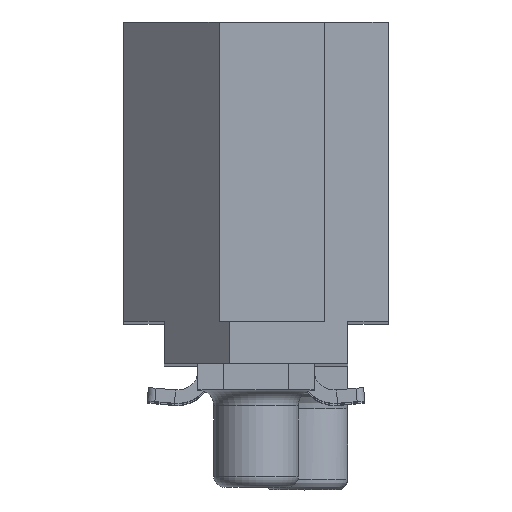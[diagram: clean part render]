
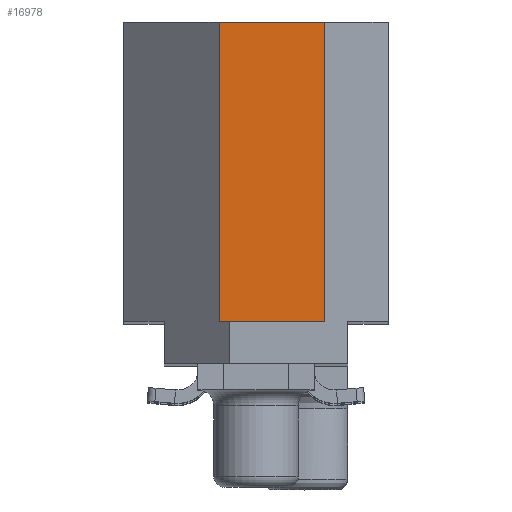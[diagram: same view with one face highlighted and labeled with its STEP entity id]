
A CAD part, top view. The second image highlights one B-rep face of the part: STEP entity #16978.
In plain terms, the highlighted planar face has unit normal (0, 0, 1).
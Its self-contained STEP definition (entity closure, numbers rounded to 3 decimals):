
#268=PLANE('',#18207);
#1401=LINE('',#27222,#2983);
#1440=LINE('',#27310,#3022);
#1444=LINE('',#27320,#3026);
#1445=LINE('',#27321,#3027);
#2983=VECTOR('',#20582,1000.);
#3022=VECTOR('',#20675,1000.);
#3026=VECTOR('',#20687,1000.);
#3027=VECTOR('',#20688,1000.);
#4664=FACE_OUTER_BOUND('',#5783,.T.);
#5783=EDGE_LOOP('',(#12781,#12782,#12783,#12784));
#8314=VERTEX_POINT('',#27219);
#8315=VERTEX_POINT('',#27221);
#8337=VERTEX_POINT('',#27308);
#8339=VERTEX_POINT('',#27319);
#9998=EDGE_CURVE('',#8315,#8314,#1401,.T.);
#10043=EDGE_CURVE('',#8337,#8314,#1440,.T.);
#10047=EDGE_CURVE('',#8339,#8337,#1444,.T.);
#10048=EDGE_CURVE('',#8339,#8315,#1445,.T.);
#12781=ORIENTED_EDGE('',*,*,#10047,.F.);
#12782=ORIENTED_EDGE('',*,*,#10048,.T.);
#12783=ORIENTED_EDGE('',*,*,#9998,.T.);
#12784=ORIENTED_EDGE('',*,*,#10043,.F.);
#16978=ADVANCED_FACE('',(#4664),#268,.F.);
#18207=AXIS2_PLACEMENT_3D('',#27318,#20685,#20686);
#20582=DIRECTION('',(-1.,0.,0.));
#20675=DIRECTION('',(0.,1.,0.));
#20685=DIRECTION('center_axis',(0.,0.,-1.));
#20686=DIRECTION('ref_axis',(-1.,0.,0.));
#20687=DIRECTION('',(-1.,0.,0.));
#20688=DIRECTION('',(0.,1.,0.));
#27219=CARTESIAN_POINT('',(-0.35,3.23,11.783));
#27221=CARTESIAN_POINT('',(0.65,3.23,11.783));
#27222=CARTESIAN_POINT('',(-0.65,3.23,11.783));
#27308=CARTESIAN_POINT('',(-0.35,0.4,11.783));
#27310=CARTESIAN_POINT('',(-0.35,-1.17,11.783));
#27318=CARTESIAN_POINT('Origin',(-0.65,0.4,11.783));
#27319=CARTESIAN_POINT('',(0.65,0.4,11.783));
#27320=CARTESIAN_POINT('',(-0.65,0.4,11.783));
#27321=CARTESIAN_POINT('',(0.65,0.4,11.783));
